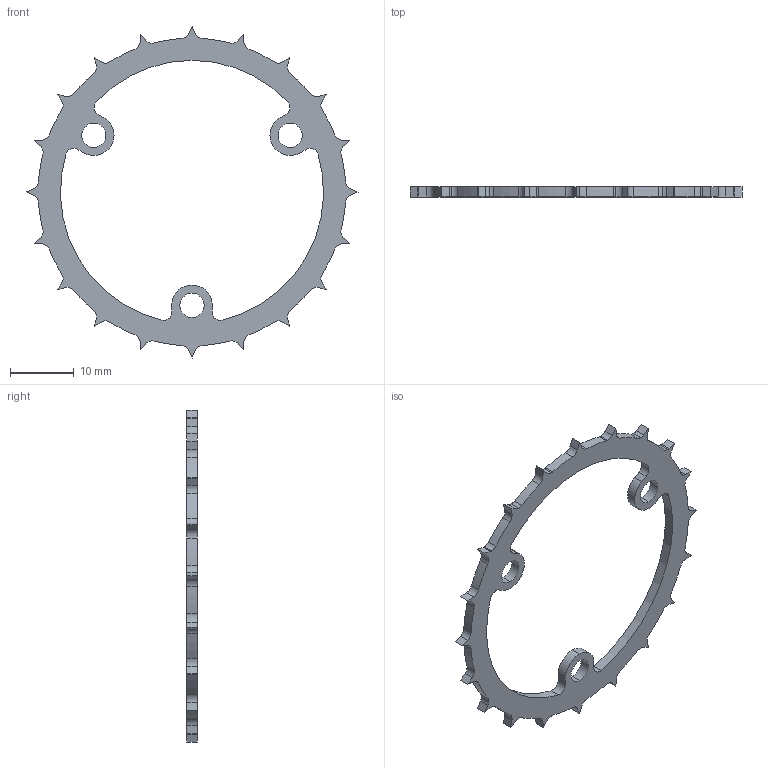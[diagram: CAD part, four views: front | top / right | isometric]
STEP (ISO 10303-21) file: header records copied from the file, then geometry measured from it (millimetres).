
FILE_DESCRIPTION (( 'STEP AP214' ), '1' );
FILE_NAME ('Wheel Cleat - Titanium - .063.STEP', '2022-09-03T01:42:39', ( '' ), ( '' ), 'SwSTEP 2.0', 'SolidWorks 2021', '' );
FILE_SCHEMA (( 'AUTOMOTIVE_DESIGN' ));
Length unit declared in the file: inch
Products named in the file (1): Wheel Cleat - Titanium - .063
Bounding box: 52.07 x 1.6 x 52.07 mm (x, y, z)
Volume: 952.5 mm3; surface area: 1803.2 mm2
Topology: 1 solids, 1 shells, 136 faces, 402 edges, 268 vertices
Faces by surface type: cylinder 88, plane 48
Entity records: 4678 total; most frequent: DIRECTION 852, CARTESIAN_POINT 807, ORIENTED_EDGE 804, EDGE_CURVE 402, AXIS2_PLACEMENT_3D 313, VERTEX_POINT 268, LINE 226, VECTOR 226
